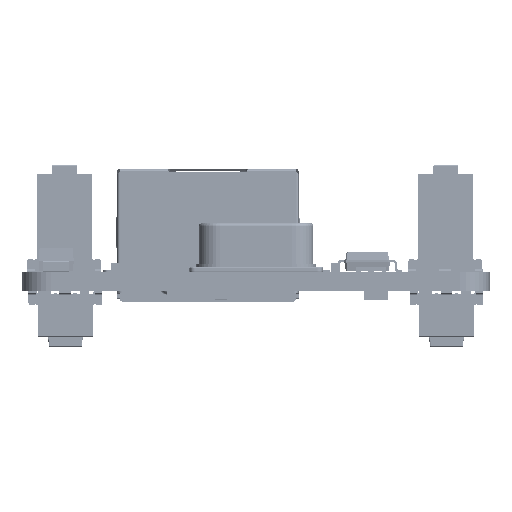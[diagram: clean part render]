
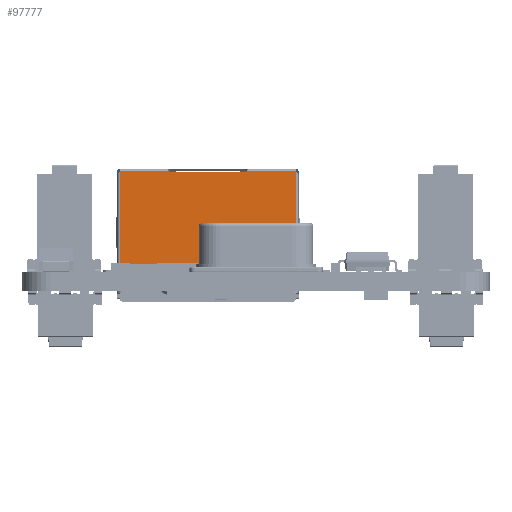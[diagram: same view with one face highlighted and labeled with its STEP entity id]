
A CAD part, front view. The second image highlights one B-rep face of the part: STEP entity #97777.
In plain terms, the highlighted planar face has unit normal (0, -1, 0).
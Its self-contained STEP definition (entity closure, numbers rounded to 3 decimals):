
#86450 = VERTEX_POINT('',#86451);
#86451 = CARTESIAN_POINT('',(-11.663,5.052,0.66));
#86458 = EDGE_CURVE('',#86450,#86459,#86461,.T.);
#86459 = VERTEX_POINT('',#86460);
#86460 = CARTESIAN_POINT('',(3.438,5.052,0.66));
#86461 = LINE('',#86462,#86463);
#86462 = CARTESIAN_POINT('',(-11.863,5.052,0.66));
#86463 = VECTOR('',#86464,1.);
#86464 = DIRECTION('',(1.,0.,0.));
#97756 = EDGE_CURVE('',#86459,#97757,#97759,.T.);
#97757 = VERTEX_POINT('',#97758);
#97758 = CARTESIAN_POINT('',(3.438,5.052,8.542));
#97759 = LINE('',#97760,#97761);
#97760 = CARTESIAN_POINT('',(3.438,5.052,-2.54));
#97761 = VECTOR('',#97762,1.);
#97762 = DIRECTION('',(0.,0.,1.));
#97777 = ADVANCED_FACE('',(#97778),#97862,.T.);
#97778 = FACE_BOUND('',#97779,.T.);
#97779 = EDGE_LOOP('',(#97780,#97788,#97789,#97790,#97798,#97806,#97815,
    #97823,#97831,#97839,#97848,#97856));
#97780 = ORIENTED_EDGE('',*,*,#97781,.F.);
#97781 = EDGE_CURVE('',#86450,#97782,#97784,.T.);
#97782 = VERTEX_POINT('',#97783);
#97783 = CARTESIAN_POINT('',(-11.663,5.052,8.542));
#97784 = LINE('',#97785,#97786);
#97785 = CARTESIAN_POINT('',(-11.663,5.052,-2.54));
#97786 = VECTOR('',#97787,1.);
#97787 = DIRECTION('',(0.,0.,1.));
#97788 = ORIENTED_EDGE('',*,*,#86458,.T.);
#97789 = ORIENTED_EDGE('',*,*,#97756,.T.);
#97790 = ORIENTED_EDGE('',*,*,#97791,.T.);
#97791 = EDGE_CURVE('',#97757,#97792,#97794,.T.);
#97792 = VERTEX_POINT('',#97793);
#97793 = CARTESIAN_POINT('',(3.438,5.052,8.61));
#97794 = LINE('',#97795,#97796);
#97795 = CARTESIAN_POINT('',(3.438,5.052,-2.54));
#97796 = VECTOR('',#97797,1.);
#97797 = DIRECTION('',(0.,0.,1.));
#97798 = ORIENTED_EDGE('',*,*,#97799,.T.);
#97799 = EDGE_CURVE('',#97792,#97800,#97802,.T.);
#97800 = VERTEX_POINT('',#97801);
#97801 = CARTESIAN_POINT('',(-0.785,5.052,8.61));
#97802 = LINE('',#97803,#97804);
#97803 = CARTESIAN_POINT('',(3.638,5.052,8.61));
#97804 = VECTOR('',#97805,1.);
#97805 = DIRECTION('',(-1.,0.,0.));
#97806 = ORIENTED_EDGE('',*,*,#97807,.F.);
#97807 = EDGE_CURVE('',#97808,#97800,#97810,.T.);
#97808 = VERTEX_POINT('',#97809);
#97809 = CARTESIAN_POINT('',(-0.913,5.052,8.542));
#97810 = ELLIPSE('',#97811,0.294,0.2);
#97811 = AXIS2_PLACEMENT_3D('',#97812,#97813,#97814);
#97812 = CARTESIAN_POINT('',(-0.913,5.052,8.836));
#97813 = DIRECTION('',(0.,-1.,0.));
#97814 = DIRECTION('',(0.,0.,1.));
#97815 = ORIENTED_EDGE('',*,*,#97816,.T.);
#97816 = EDGE_CURVE('',#97808,#97817,#97819,.T.);
#97817 = VERTEX_POINT('',#97818);
#97818 = CARTESIAN_POINT('',(-0.913,5.052,8.542));
#97819 = LINE('',#97820,#97821);
#97820 = CARTESIAN_POINT('',(-0.913,5.052,2.975));
#97821 = VECTOR('',#97822,1.);
#97822 = DIRECTION('',(0.,-0.,-1.));
#97823 = ORIENTED_EDGE('',*,*,#97824,.F.);
#97824 = EDGE_CURVE('',#97825,#97817,#97827,.T.);
#97825 = VERTEX_POINT('',#97826);
#97826 = CARTESIAN_POINT('',(-7.313,5.052,8.542));
#97827 = LINE('',#97828,#97829);
#97828 = CARTESIAN_POINT('',(1.363,5.052,8.542));
#97829 = VECTOR('',#97830,1.);
#97830 = DIRECTION('',(1.,0.,0.));
#97831 = ORIENTED_EDGE('',*,*,#97832,.F.);
#97832 = EDGE_CURVE('',#97833,#97825,#97835,.T.);
#97833 = VERTEX_POINT('',#97834);
#97834 = CARTESIAN_POINT('',(-7.313,5.052,8.542));
#97835 = LINE('',#97836,#97837);
#97836 = CARTESIAN_POINT('',(-7.313,5.052,2.975));
#97837 = VECTOR('',#97838,1.);
#97838 = DIRECTION('',(0.,-0.,-1.));
#97839 = ORIENTED_EDGE('',*,*,#97840,.F.);
#97840 = EDGE_CURVE('',#97841,#97833,#97843,.T.);
#97841 = VERTEX_POINT('',#97842);
#97842 = CARTESIAN_POINT('',(-7.44,5.052,8.61));
#97843 = ELLIPSE('',#97844,0.294,0.2);
#97844 = AXIS2_PLACEMENT_3D('',#97845,#97846,#97847);
#97845 = CARTESIAN_POINT('',(-7.313,5.052,8.836));
#97846 = DIRECTION('',(0.,-1.,0.));
#97847 = DIRECTION('',(0.,0.,1.));
#97848 = ORIENTED_EDGE('',*,*,#97849,.T.);
#97849 = EDGE_CURVE('',#97841,#97850,#97852,.T.);
#97850 = VERTEX_POINT('',#97851);
#97851 = CARTESIAN_POINT('',(-11.663,5.052,8.61));
#97852 = LINE('',#97853,#97854);
#97853 = CARTESIAN_POINT('',(3.638,5.052,8.61));
#97854 = VECTOR('',#97855,1.);
#97855 = DIRECTION('',(-1.,0.,0.));
#97856 = ORIENTED_EDGE('',*,*,#97857,.F.);
#97857 = EDGE_CURVE('',#97782,#97850,#97858,.T.);
#97858 = LINE('',#97859,#97860);
#97859 = CARTESIAN_POINT('',(-11.663,5.052,-2.54));
#97860 = VECTOR('',#97861,1.);
#97861 = DIRECTION('',(0.,0.,1.));
#97862 = PLANE('',#97863);
#97863 = AXIS2_PLACEMENT_3D('',#97864,#97865,#97866);
#97864 = CARTESIAN_POINT('',(3.638,5.052,-2.54));
#97865 = DIRECTION('',(0.,-1.,0.));
#97866 = DIRECTION('',(-1.,0.,0.));
